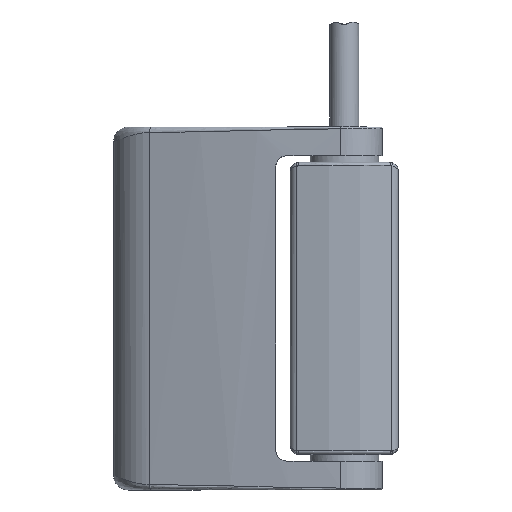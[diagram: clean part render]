
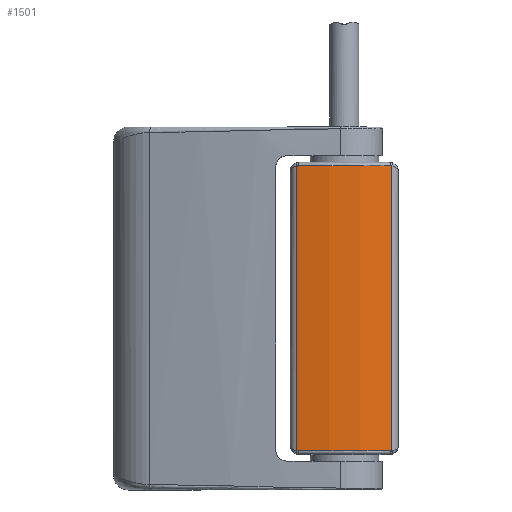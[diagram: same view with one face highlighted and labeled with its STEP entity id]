
A CAD part, top view. The second image highlights one B-rep face of the part: STEP entity #1501.
In plain terms, the highlighted cylindrical face has radius 50 mm (diameter 100 mm), a partial arc.
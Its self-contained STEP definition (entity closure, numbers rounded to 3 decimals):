
#110=FACE_OUTER_BOUND('',#209,.T.);
#209=EDGE_LOOP('',(#1007,#1008,#1009,#1010,#1011,#1012,#1013,#1014));
#324=CIRCLE('',#1718,50.);
#325=CIRCLE('',#1719,50.);
#418=B_SPLINE_CURVE_WITH_KNOTS('',3,(#2367,#2368,#2369,#2370),
 .UNSPECIFIED.,.F.,.F.,(4,4),(0.,0.),
 .UNSPECIFIED.);
#419=B_SPLINE_CURVE_WITH_KNOTS('',3,(#2374,#2375,#2376,#2377),
 .UNSPECIFIED.,.F.,.F.,(4,4),(0.,0.),.UNSPECIFIED.);
#420=B_SPLINE_CURVE_WITH_KNOTS('',3,(#2381,#2382,#2383,#2384),
 .UNSPECIFIED.,.F.,.F.,(4,4),(0.,0.),
 .UNSPECIFIED.);
#421=B_SPLINE_CURVE_WITH_KNOTS('',3,(#2387,#2388,#2389,#2390),
 .UNSPECIFIED.,.F.,.F.,(4,4),(0.,0.),.UNSPECIFIED.);
#458=LINE('',#2365,#548);
#459=LINE('',#2379,#549);
#548=VECTOR('',#1906,1000.);
#549=VECTOR('',#1909,1000.);
#638=VERTEX_POINT('',#2363);
#639=VERTEX_POINT('',#2364);
#640=VERTEX_POINT('',#2366);
#641=VERTEX_POINT('',#2371);
#642=VERTEX_POINT('',#2373);
#643=VERTEX_POINT('',#2378);
#644=VERTEX_POINT('',#2380);
#645=VERTEX_POINT('',#2385);
#782=EDGE_CURVE('',#638,#639,#458,.T.);
#783=EDGE_CURVE('',#639,#640,#418,.T.);
#784=EDGE_CURVE('',#640,#641,#324,.T.);
#785=EDGE_CURVE('',#641,#642,#419,.T.);
#786=EDGE_CURVE('',#642,#643,#459,.T.);
#787=EDGE_CURVE('',#643,#644,#420,.T.);
#788=EDGE_CURVE('',#644,#645,#325,.T.);
#789=EDGE_CURVE('',#645,#638,#421,.T.);
#1007=ORIENTED_EDGE('',*,*,#782,.T.);
#1008=ORIENTED_EDGE('',*,*,#783,.T.);
#1009=ORIENTED_EDGE('',*,*,#784,.T.);
#1010=ORIENTED_EDGE('',*,*,#785,.T.);
#1011=ORIENTED_EDGE('',*,*,#786,.T.);
#1012=ORIENTED_EDGE('',*,*,#787,.T.);
#1013=ORIENTED_EDGE('',*,*,#788,.T.);
#1014=ORIENTED_EDGE('',*,*,#789,.T.);
#1457=CYLINDRICAL_SURFACE('',#1717,50.);
#1501=ADVANCED_FACE('',(#110),#1457,.T.);
#1717=AXIS2_PLACEMENT_3D('',#2362,#1904,#1905);
#1718=AXIS2_PLACEMENT_3D('',#2372,#1907,#1908);
#1719=AXIS2_PLACEMENT_3D('',#2386,#1910,#1911);
#1904=DIRECTION('center_axis',(0.,-1.,0.));
#1905=DIRECTION('ref_axis',(0.,0.,1.));
#1906=DIRECTION('',(0.,1.,0.));
#1907=DIRECTION('center_axis',(0.,-1.,0.));
#1908=DIRECTION('ref_axis',(0.,0.,1.));
#1909=DIRECTION('',(0.,-1.,0.));
#1910=DIRECTION('center_axis',(0.,1.,0.));
#1911=DIRECTION('ref_axis',(0.,0.,1.));
#2362=CARTESIAN_POINT('Origin',(0.,40.5,-27.5));
#2363=CARTESIAN_POINT('',(13.158,-39.447,20.738));
#2364=CARTESIAN_POINT('',(13.158,39.447,20.738));
#2365=CARTESIAN_POINT('',(13.158,40.5,20.738));
#2366=CARTESIAN_POINT('',(12.755,39.5,20.846));
#2367=CARTESIAN_POINT('Ctrl Pts',(13.158,39.447,20.738));
#2368=CARTESIAN_POINT('Ctrl Pts',(13.026,39.482,20.774));
#2369=CARTESIAN_POINT('Ctrl Pts',(12.892,39.5,20.81));
#2370=CARTESIAN_POINT('Ctrl Pts',(12.755,39.5,20.846));
#2371=CARTESIAN_POINT('',(-12.755,39.5,20.846));
#2372=CARTESIAN_POINT('Origin',(0.,39.5,-27.5));
#2373=CARTESIAN_POINT('',(-13.158,39.447,20.738));
#2374=CARTESIAN_POINT('Ctrl Pts',(-12.755,39.5,20.846));
#2375=CARTESIAN_POINT('Ctrl Pts',(-12.892,39.5,20.81));
#2376=CARTESIAN_POINT('Ctrl Pts',(-13.026,39.482,20.774));
#2377=CARTESIAN_POINT('Ctrl Pts',(-13.158,39.447,20.738));
#2378=CARTESIAN_POINT('',(-13.158,-39.447,20.738));
#2379=CARTESIAN_POINT('',(-13.158,40.5,20.738));
#2380=CARTESIAN_POINT('',(-12.755,-39.5,20.846));
#2381=CARTESIAN_POINT('Ctrl Pts',(-13.158,-39.447,20.738));
#2382=CARTESIAN_POINT('Ctrl Pts',(-13.026,-39.482,20.774));
#2383=CARTESIAN_POINT('Ctrl Pts',(-12.892,-39.5,20.81));
#2384=CARTESIAN_POINT('Ctrl Pts',(-12.755,-39.5,20.846));
#2385=CARTESIAN_POINT('',(12.755,-39.5,20.846));
#2386=CARTESIAN_POINT('Origin',(0.,-39.5,-27.5));
#2387=CARTESIAN_POINT('Ctrl Pts',(12.755,-39.5,20.846));
#2388=CARTESIAN_POINT('Ctrl Pts',(12.892,-39.5,20.81));
#2389=CARTESIAN_POINT('Ctrl Pts',(13.026,-39.482,20.774));
#2390=CARTESIAN_POINT('Ctrl Pts',(13.158,-39.447,20.738));
